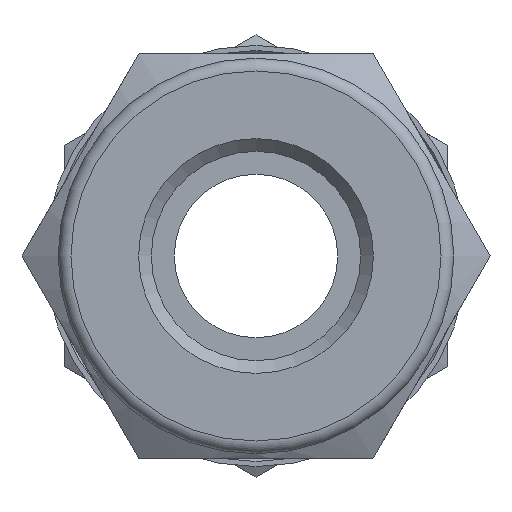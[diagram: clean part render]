
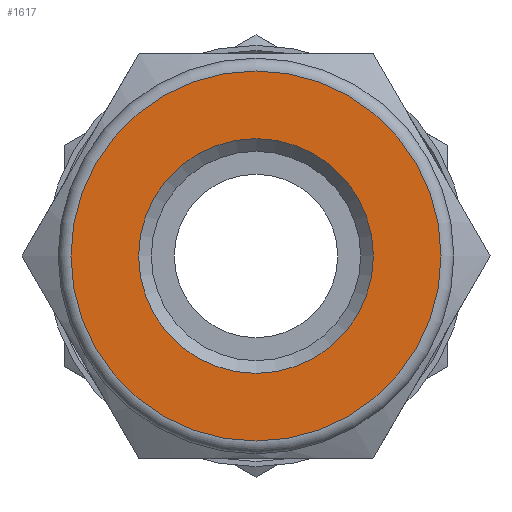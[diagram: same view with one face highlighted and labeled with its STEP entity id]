
A CAD part, left-side view. The second image highlights one B-rep face of the part: STEP entity #1617.
In plain terms, the highlighted planar face has unit normal (-1, 0, 0).
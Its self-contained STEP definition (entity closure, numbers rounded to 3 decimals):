
#44=FACE_BOUND('',#370,.T.);
#102=CIRCLE('',#1794,4.6);
#103=CIRCLE('',#1796,7.25);
#256=FACE_OUTER_BOUND('',#369,.T.);
#369=EDGE_LOOP('',(#1354));
#370=EDGE_LOOP('',(#1355));
#746=VERTEX_POINT('',#2805);
#747=VERTEX_POINT('',#2809);
#959=EDGE_CURVE('',#746,#746,#102,.T.);
#960=EDGE_CURVE('',#747,#747,#103,.T.);
#1354=ORIENTED_EDGE('',*,*,#960,.F.);
#1355=ORIENTED_EDGE('',*,*,#959,.T.);
#1535=PLANE('',#1795);
#1617=ADVANCED_FACE('',(#256,#44),#1535,.T.);
#1794=AXIS2_PLACEMENT_3D('',#2807,#2154,#2155);
#1795=AXIS2_PLACEMENT_3D('',#2808,#2156,#2157);
#1796=AXIS2_PLACEMENT_3D('',#2810,#2158,#2159);
#2154=DIRECTION('center_axis',(1.,0.,0.));
#2155=DIRECTION('ref_axis',(0.,0.,-1.));
#2156=DIRECTION('center_axis',(-1.,0.,0.));
#2157=DIRECTION('ref_axis',(0.,0.,1.));
#2158=DIRECTION('center_axis',(1.,0.,0.));
#2159=DIRECTION('ref_axis',(0.,0.,-1.));
#2805=CARTESIAN_POINT('',(-44.403,-4.6,0.));
#2807=CARTESIAN_POINT('Origin',(-44.403,0.,0.));
#2808=CARTESIAN_POINT('Origin',(-44.403,7.25,0.));
#2809=CARTESIAN_POINT('',(-44.403,0.,7.25));
#2810=CARTESIAN_POINT('Origin',(-44.403,0.,0.));
